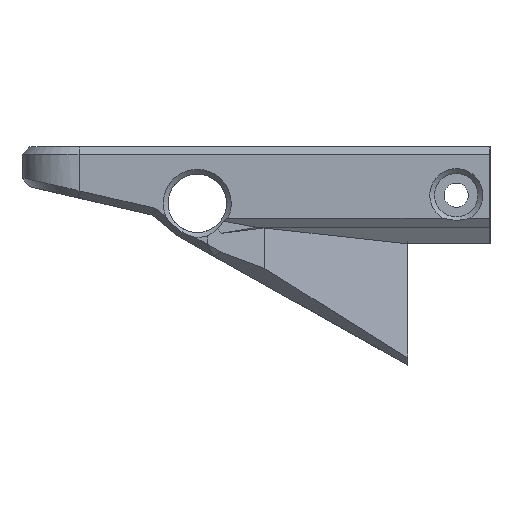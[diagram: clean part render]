
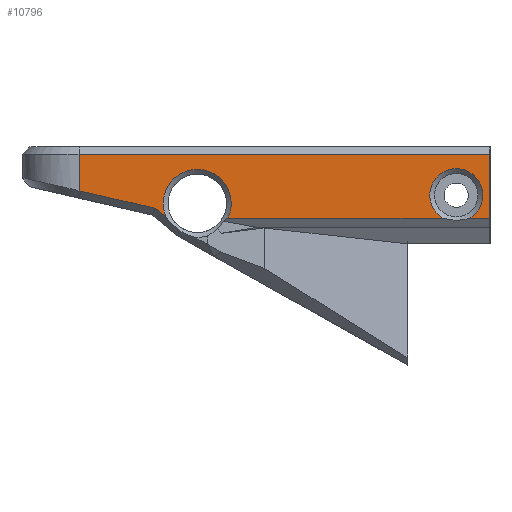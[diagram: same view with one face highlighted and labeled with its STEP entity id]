
A CAD part, left-side view. The second image highlights one B-rep face of the part: STEP entity #10796.
In plain terms, the highlighted planar face has unit normal (-1, 0, 0).
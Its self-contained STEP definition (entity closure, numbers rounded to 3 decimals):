
#632=PLANE('',#11108);
#1238=FACE_OUTER_BOUND('',#1859,.T.);
#1859=EDGE_LOOP('',(#9956,#9957,#9958,#9959,#9960,#9961,#9962,#9963,#9964,
#9965,#9966,#9967));
#1939=CIRCLE('',#11090,7.05);
#1940=CIRCLE('',#11091,7.05);
#1941=CIRCLE('',#11094,5.5);
#1942=CIRCLE('',#11095,5.5);
#2806=B_SPLINE_CURVE_WITH_KNOTS('',3,(#27249,#27250,#27251,#27252),
 .UNSPECIFIED.,.F.,.F.,(4,4),(1.542,1.571),
 .UNSPECIFIED.);
#3338=LINE('',#25265,#4008);
#3448=LINE('',#27229,#4118);
#3451=LINE('',#27256,#4121);
#3452=LINE('',#27263,#4122);
#3455=LINE('',#27284,#4125);
#3456=LINE('',#27285,#4126);
#3475=LINE('',#27326,#4145);
#4008=VECTOR('',#12005,10.);
#4118=VECTOR('',#12297,11.82);
#4121=VECTOR('',#12304,10.);
#4122=VECTOR('',#12307,10.);
#4125=VECTOR('',#12328,10.);
#4126=VECTOR('',#12329,10.);
#4145=VECTOR('',#12372,10.);
#5094=VERTEX_POINT('',#25262);
#5095=VERTEX_POINT('',#25264);
#5186=VERTEX_POINT('',#27096);
#5219=VERTEX_POINT('',#27247);
#5220=VERTEX_POINT('',#27254);
#5221=VERTEX_POINT('',#27258);
#5223=VERTEX_POINT('',#27268);
#5224=VERTEX_POINT('',#27270);
#5225=VERTEX_POINT('',#27275);
#5226=VERTEX_POINT('',#27276);
#5227=VERTEX_POINT('',#27278);
#5228=VERTEX_POINT('',#27283);
#6649=EDGE_CURVE('',#5095,#5094,#3338,.T.);
#6840=EDGE_CURVE('',#5094,#5186,#3448,.T.);
#6843=EDGE_CURVE('',#5186,#5219,#2806,.T.);
#6845=EDGE_CURVE('',#5219,#5220,#3451,.T.);
#6847=EDGE_CURVE('',#5220,#5221,#3452,.T.);
#6850=EDGE_CURVE('',#5223,#5224,#1939,.T.);
#6852=EDGE_CURVE('',#5224,#5221,#1940,.T.);
#6854=EDGE_CURVE('',#5227,#5226,#1941,.T.);
#6856=EDGE_CURVE('',#5225,#5227,#1942,.T.);
#6857=EDGE_CURVE('',#5226,#5228,#3455,.T.);
#6858=EDGE_CURVE('',#5223,#5225,#3456,.T.);
#6879=EDGE_CURVE('',#5228,#5095,#3475,.T.);
#9956=ORIENTED_EDGE('',*,*,#6649,.T.);
#9957=ORIENTED_EDGE('',*,*,#6840,.T.);
#9958=ORIENTED_EDGE('',*,*,#6843,.T.);
#9959=ORIENTED_EDGE('',*,*,#6845,.T.);
#9960=ORIENTED_EDGE('',*,*,#6847,.T.);
#9961=ORIENTED_EDGE('',*,*,#6852,.F.);
#9962=ORIENTED_EDGE('',*,*,#6850,.F.);
#9963=ORIENTED_EDGE('',*,*,#6858,.T.);
#9964=ORIENTED_EDGE('',*,*,#6856,.T.);
#9965=ORIENTED_EDGE('',*,*,#6854,.T.);
#9966=ORIENTED_EDGE('',*,*,#6857,.T.);
#9967=ORIENTED_EDGE('',*,*,#6879,.T.);
#10796=ADVANCED_FACE('',(#1238),#632,.F.);
#11090=AXIS2_PLACEMENT_3D('',#27271,#12312,#12313);
#11091=AXIS2_PLACEMENT_3D('',#27273,#12315,#12316);
#11094=AXIS2_PLACEMENT_3D('',#27279,#12321,#12322);
#11095=AXIS2_PLACEMENT_3D('',#27281,#12324,#12325);
#11108=AXIS2_PLACEMENT_3D('',#27325,#12370,#12371);
#12005=DIRECTION('',(0.,1.,0.));
#12297=DIRECTION('',(0.,0.,-1.));
#12304=DIRECTION('',(0.,-0.974,-0.225));
#12307=DIRECTION('',(0.,-0.77,-0.638));
#12312=DIRECTION('center_axis',(-1.,0.,0.));
#12313=DIRECTION('ref_axis',(0.,1.,0.));
#12315=DIRECTION('center_axis',(-1.,0.,0.));
#12316=DIRECTION('ref_axis',(0.,1.,0.));
#12321=DIRECTION('center_axis',(1.,0.,0.));
#12322=DIRECTION('ref_axis',(0.,-1.,0.));
#12324=DIRECTION('center_axis',(1.,0.,0.));
#12325=DIRECTION('ref_axis',(0.,-1.,0.));
#12328=DIRECTION('',(0.,-1.,0.));
#12329=DIRECTION('',(0.,-1.,0.));
#12370=DIRECTION('center_axis',(1.,0.,0.));
#12371=DIRECTION('ref_axis',(0.,0.,
-1.));
#12372=DIRECTION('',(0.,0.,1.));
#25262=CARTESIAN_POINT('',(-213.674,-32.5,256.765));
#25264=CARTESIAN_POINT('',(-213.674,-117.67,256.765));
#25265=CARTESIAN_POINT('',(-213.674,-115.05,256.765));
#27096=CARTESIAN_POINT('',(-213.674,-32.5,249.194));
#27229=CARTESIAN_POINT('',(-213.674,-32.5,115.267));
#27247=CARTESIAN_POINT('',(-213.674,-32.837,249.117));
#27249=CARTESIAN_POINT('Ctrl Pts',(-213.674,-32.5,
249.194));
#27250=CARTESIAN_POINT('Ctrl Pts',(-213.674,-32.613,
249.168));
#27251=CARTESIAN_POINT('Ctrl Pts',(-213.674,-32.725,
249.143));
#27252=CARTESIAN_POINT('Ctrl Pts',(-213.674,-32.837,
249.117));
#27254=CARTESIAN_POINT('',(-213.674,-48.295,245.548));
#27256=CARTESIAN_POINT('',(-213.674,-93.599,235.089));
#27258=CARTESIAN_POINT('',(-213.674,-50.585,243.648));
#27263=CARTESIAN_POINT('',(-213.674,-61.071,234.952));
#27268=CARTESIAN_POINT('',(-213.674,-63.349,243.501));
#27270=CARTESIAN_POINT('',(-213.674,-64.052,246.569));
#27271=CARTESIAN_POINT('Origin',(-213.674,-57.002,246.569));
#27273=CARTESIAN_POINT('Origin',(-213.674,-57.002,246.569));
#27275=CARTESIAN_POINT('',(-213.674,-107.935,243.501));
#27276=CARTESIAN_POINT('',(-213.674,-113.415,243.501));
#27278=CARTESIAN_POINT('',(-213.674,-105.175,248.27));
#27279=CARTESIAN_POINT('Origin',(-213.674,-110.675,248.27));
#27281=CARTESIAN_POINT('Origin',(-213.674,-110.675,248.27));
#27283=CARTESIAN_POINT('',(-213.674,-117.67,243.501));
#27284=CARTESIAN_POINT('',(-213.674,-118.399,243.501));
#27285=CARTESIAN_POINT('',(-213.674,-118.399,243.501));
#27325=CARTESIAN_POINT('Origin',(-213.674,-100.68,257.265));
#27326=CARTESIAN_POINT('',(-213.674,-117.67,246.468));
